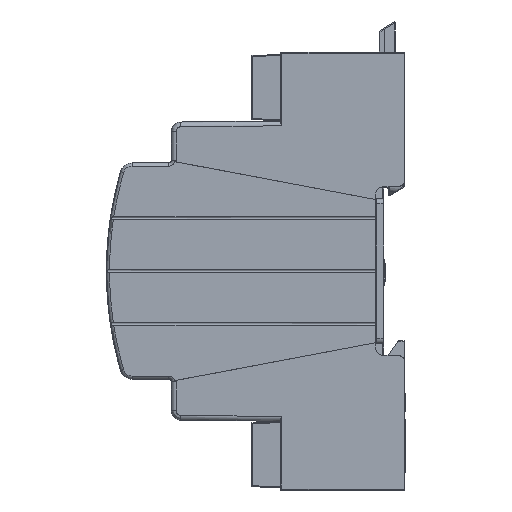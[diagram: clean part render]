
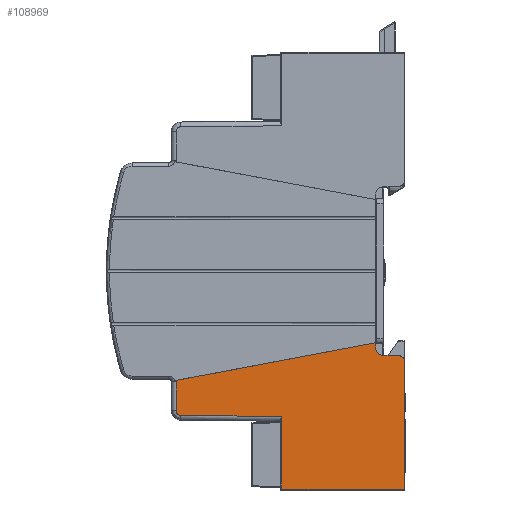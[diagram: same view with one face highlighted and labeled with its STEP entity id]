
A CAD part, left-side view. The second image highlights one B-rep face of the part: STEP entity #108969.
In plain terms, the highlighted planar face has unit normal (-1, 0, 0).
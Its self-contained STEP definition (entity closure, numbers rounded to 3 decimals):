
#92406=DIRECTION('',(0.,0.,1.));
#92407=VECTOR('',#92406,1.117);
#92408=CARTESIAN_POINT('',(-106.5,6.,-16.));
#92409=LINE('',#92408,#92407);
#92534=DIRECTION('',(0.,1.,0.007));
#92535=VECTOR('',#92534,0.965);
#92536=CARTESIAN_POINT('',(-106.5,25.5,
-30.208));
#92537=LINE('',#92536,#92535);
#92538=DIRECTION('',(0.,1.,0.01));
#92539=VECTOR('',#92538,20.056);
#92540=CARTESIAN_POINT('',(-106.5,26.465,
-30.201));
#92541=LINE('',#92540,#92539);
#92542=CARTESIAN_POINT('',(-106.5,46.5,-29.));
#92543=DIRECTION('',(1.,0.,0.));
#92544=DIRECTION('',(0.,0.019,-1.));
#92545=AXIS2_PLACEMENT_3D('',#92542,#92543,#92544);
#92547=CARTESIAN_POINT('',(-106.5,49.,-23.));
#92548=DIRECTION('',(-1.,0.,0.));
#92549=DIRECTION('',(0.,-1.,0.));
#92550=AXIS2_PLACEMENT_3D('',#92547,#92548,#92549);
#92552=DIRECTION('',(0.,-0.983,0.185));
#92553=VECTOR('',#92552,42.259);
#92554=CARTESIAN_POINT('',(-106.5,47.526,-22.722));
#92555=LINE('',#92554,#92553);
#92556=CARTESIAN_POINT('',(-106.5,4.5,-16.));
#92557=DIRECTION('',(-1.,0.,0.));
#92558=DIRECTION('',(0.,1.,0.));
#92559=AXIS2_PLACEMENT_3D('',#92556,#92557,#92558);
#92561=CARTESIAN_POINT('',(-106.5,1.5,-19.));
#92562=DIRECTION('',(1.,0.,0.));
#92563=DIRECTION('',(0.,0.,1.));
#92564=AXIS2_PLACEMENT_3D('',#92561,#92562,#92563);
#93336=DIRECTION('',(0.,0.,1.));
#93337=VECTOR('',#93336,26.3);
#93338=CARTESIAN_POINT('',(-106.5,0.,-45.3));
#93339=LINE('',#93338,#93337);
#93542=DIRECTION('',(0.,-1.,0.));
#93543=VECTOR('',#93542,25.5);
#93544=CARTESIAN_POINT('',(-106.5,25.5,-45.3));
#93545=LINE('',#93544,#93543);
#93577=DIRECTION('',(0.,0.,-1.));
#93578=VECTOR('',#93577,15.092);
#93579=CARTESIAN_POINT('',(-106.5,25.5,
-30.208));
#93580=LINE('',#93579,#93578);
#94126=DIRECTION('',(0.,1.,0.));
#94127=VECTOR('',#94126,3.);
#94128=CARTESIAN_POINT('',(-106.5,1.5,-17.5));
#94129=LINE('',#94128,#94127);
#98253=DIRECTION('',(0.,0.,-1.));
#98254=VECTOR('',#98253,6.);
#98255=CARTESIAN_POINT('',(-106.5,47.5,-23.));
#98256=LINE('',#98255,#98254);
#103384=CARTESIAN_POINT('',(-106.5,6.,-16.));
#103385=VERTEX_POINT('',#103384);
#103386=CARTESIAN_POINT('',(-106.5,6.,-14.883));
#103387=VERTEX_POINT('',#103386);
#103420=CARTESIAN_POINT('',(-106.5,47.526,-22.722));
#103421=VERTEX_POINT('',#103420);
#103422=CARTESIAN_POINT('',(-106.5,25.5,
-30.208));
#103423=CARTESIAN_POINT('',(-106.5,26.465,
-30.201));
#103424=VERTEX_POINT('',#103422);
#103425=VERTEX_POINT('',#103423);
#103426=CARTESIAN_POINT('',(-106.5,46.52,
-30.));
#103427=VERTEX_POINT('',#103426);
#103428=CARTESIAN_POINT('',(-106.5,47.5,-29.));
#103429=VERTEX_POINT('',#103428);
#103430=CARTESIAN_POINT('',(-106.5,47.5,-23.));
#103431=VERTEX_POINT('',#103430);
#103432=CARTESIAN_POINT('',(-106.5,4.5,-17.5));
#103433=VERTEX_POINT('',#103432);
#103434=CARTESIAN_POINT('',(-106.5,1.5,-17.5));
#103435=VERTEX_POINT('',#103434);
#103436=CARTESIAN_POINT('',(-106.5,0.,-19.));
#103437=VERTEX_POINT('',#103436);
#103438=CARTESIAN_POINT('',(-106.5,0.,-45.3));
#103439=VERTEX_POINT('',#103438);
#103440=CARTESIAN_POINT('',(-106.5,25.5,-45.3));
#103441=VERTEX_POINT('',#103440);
#108938=CARTESIAN_POINT('',(-106.5,23.763,-30.066));
#108939=DIRECTION('',(1.,0.,0.));
#108940=DIRECTION('',(0.,0.,-1.));
#108941=AXIS2_PLACEMENT_3D('',#108938,#108939,#108940);
#108942=PLANE('',#108941);
#108944=ORIENTED_EDGE('',*,*,#108943,.T.);
#108946=ORIENTED_EDGE('',*,*,#108945,.T.);
#108948=ORIENTED_EDGE('',*,*,#108947,.T.);
#108950=ORIENTED_EDGE('',*,*,#108949,.F.);
#108952=ORIENTED_EDGE('',*,*,#108951,.T.);
#108953=ORIENTED_EDGE('',*,*,#108930,.T.);
#108954=ORIENTED_EDGE('',*,*,#108809,.F.);
#108956=ORIENTED_EDGE('',*,*,#108955,.T.);
#108958=ORIENTED_EDGE('',*,*,#108957,.F.);
#108960=ORIENTED_EDGE('',*,*,#108959,.T.);
#108962=ORIENTED_EDGE('',*,*,#108961,.F.);
#108964=ORIENTED_EDGE('',*,*,#108963,.F.);
#108966=ORIENTED_EDGE('',*,*,#108965,.F.);
#108967=EDGE_LOOP('',(#108944,#108946,#108948,#108950,#108952,#108953,#108954,
#108956,#108958,#108960,#108962,#108964,#108966));
#108968=FACE_OUTER_BOUND('',#108967,.F.);
#108969=ADVANCED_FACE('',(#108968),#108942,.F.);
#92546=CIRCLE('',#92545,1.);
#92551=CIRCLE('',#92550,1.5);
#92560=CIRCLE('',#92559,1.5);
#92565=CIRCLE('',#92564,1.5);
#108809=EDGE_CURVE('',#103385,#103387,#92409,.T.);
#108930=EDGE_CURVE('',#103421,#103387,#92555,.T.);
#108943=EDGE_CURVE('',#103424,#103425,#92537,.T.);
#108945=EDGE_CURVE('',#103425,#103427,#92541,.T.);
#108947=EDGE_CURVE('',#103427,#103429,#92546,.T.);
#108949=EDGE_CURVE('',#103431,#103429,#98256,.T.);
#108951=EDGE_CURVE('',#103431,#103421,#92551,.T.);
#108955=EDGE_CURVE('',#103385,#103433,#92560,.T.);
#108957=EDGE_CURVE('',#103435,#103433,#94129,.T.);
#108959=EDGE_CURVE('',#103435,#103437,#92565,.T.);
#108961=EDGE_CURVE('',#103439,#103437,#93339,.T.);
#108963=EDGE_CURVE('',#103441,#103439,#93545,.T.);
#108965=EDGE_CURVE('',#103424,#103441,#93580,.T.);
